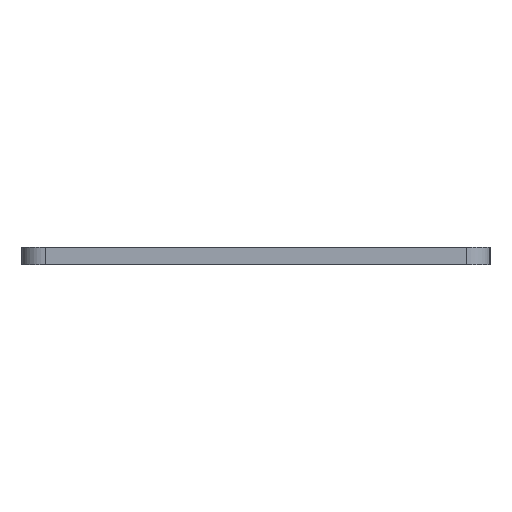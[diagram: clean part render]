
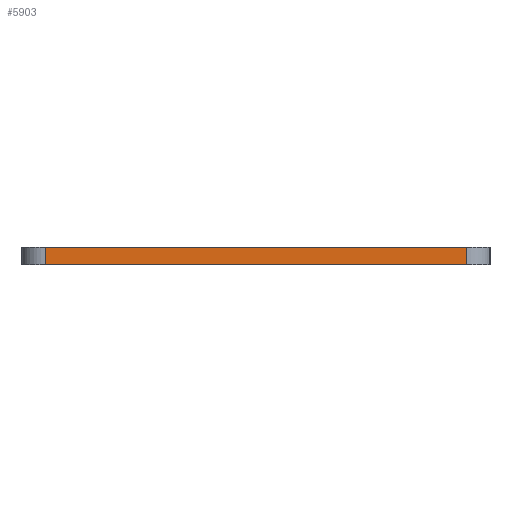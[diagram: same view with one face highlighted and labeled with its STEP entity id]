
A CAD part, left-side view. The second image highlights one B-rep face of the part: STEP entity #5903.
In plain terms, the highlighted planar face has unit normal (-1, 0, 0).
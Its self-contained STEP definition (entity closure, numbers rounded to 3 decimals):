
#146 = VERTEX_POINT('',#147);
#147 = CARTESIAN_POINT('',(36.,-101.,0.));
#154 = EDGE_CURVE('',#155,#146,#157,.T.);
#155 = VERTEX_POINT('',#156);
#156 = CARTESIAN_POINT('',(36.,-137.,0.));
#157 = LINE('',#158,#159);
#158 = CARTESIAN_POINT('',(36.,-137.,0.));
#159 = VECTOR('',#160,1.);
#160 = DIRECTION('',(0.,1.,0.));
#3011 = VERTEX_POINT('',#3012);
#3012 = CARTESIAN_POINT('',(36.,-101.,1.51));
#3019 = EDGE_CURVE('',#3020,#3011,#3022,.T.);
#3020 = VERTEX_POINT('',#3021);
#3021 = CARTESIAN_POINT('',(36.,-137.,1.51));
#3022 = LINE('',#3023,#3024);
#3023 = CARTESIAN_POINT('',(36.,-137.,1.51));
#3024 = VECTOR('',#3025,1.);
#3025 = DIRECTION('',(0.,1.,0.));
#5873 = EDGE_CURVE('',#146,#3011,#5874,.T.);
#5874 = LINE('',#5875,#5876);
#5875 = CARTESIAN_POINT('',(36.,-101.,0.));
#5876 = VECTOR('',#5877,1.);
#5877 = DIRECTION('',(0.,0.,1.));
#5903 = ADVANCED_FACE('',(#5904),#5915,.T.);
#5904 = FACE_BOUND('',#5905,.T.);
#5905 = EDGE_LOOP('',(#5906,#5912,#5913,#5914));
#5906 = ORIENTED_EDGE('',*,*,#5907,.T.);
#5907 = EDGE_CURVE('',#155,#3020,#5908,.T.);
#5908 = LINE('',#5909,#5910);
#5909 = CARTESIAN_POINT('',(36.,-137.,0.));
#5910 = VECTOR('',#5911,1.);
#5911 = DIRECTION('',(0.,0.,1.));
#5912 = ORIENTED_EDGE('',*,*,#3019,.T.);
#5913 = ORIENTED_EDGE('',*,*,#5873,.F.);
#5914 = ORIENTED_EDGE('',*,*,#154,.F.);
#5915 = PLANE('',#5916);
#5916 = AXIS2_PLACEMENT_3D('',#5917,#5918,#5919);
#5917 = CARTESIAN_POINT('',(36.,-137.,0.));
#5918 = DIRECTION('',(-1.,0.,0.));
#5919 = DIRECTION('',(0.,1.,0.));
